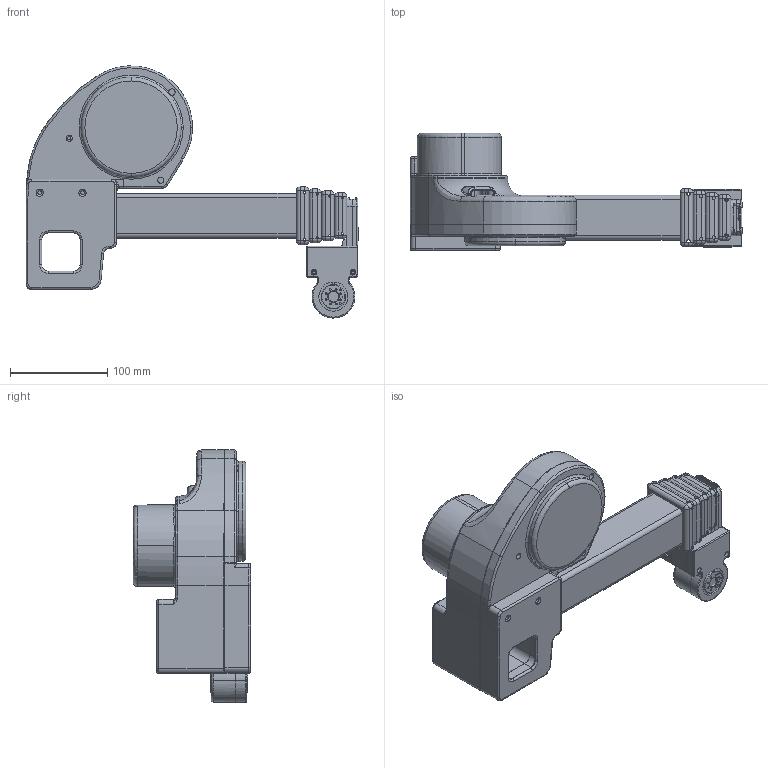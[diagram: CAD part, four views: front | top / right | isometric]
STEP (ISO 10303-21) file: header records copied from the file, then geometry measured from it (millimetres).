
FILE_DESCRIPTION (( 'STEP AP214' ), '1' );
FILE_NAME ('ASM_Arm_with_Wrist_simple.STEP', '2023-01-04T00:16:43', ( '' ), ( '' ), 'SwSTEP 2.0', 'SolidWorks 2018', '' );
FILE_SCHEMA (( 'AUTOMOTIVE_DESIGN' ));
Length unit declared in the file: millimetre
Products named in the file (1): ASM_Arm_with_Wrist_simple
Bounding box: 341.1 x 120.64 x 259.07 mm (x, y, z)
Surface area: 298510.2 mm2 (no closed solid volume)
Topology: 0 solids, 24 shells, 814 faces, 2716 edges, 1837 vertices
Faces by surface type: cylinder 396, plane 193, torus 97, bspline 54, sphere 38, cone 36
Entity records: 43562 total; most frequent: CARTESIAN_POINT 11253, DIRECTION 5150, ORIENTED_EDGE 4482, EDGE_CURVE 2682, AXIS2_PLACEMENT_3D 2016, VERTEX_POINT 1837, CIRCLE 1255, VECTOR 1118
